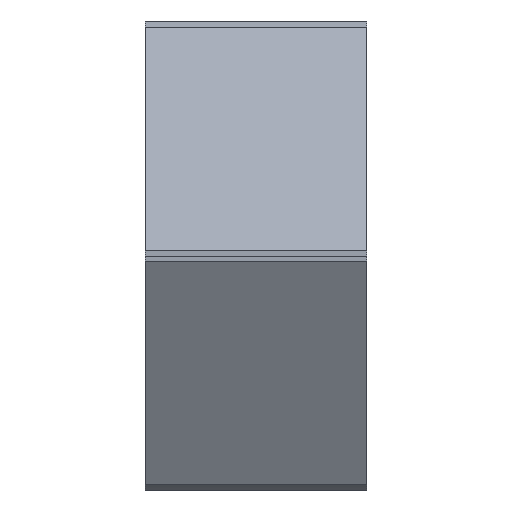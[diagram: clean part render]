
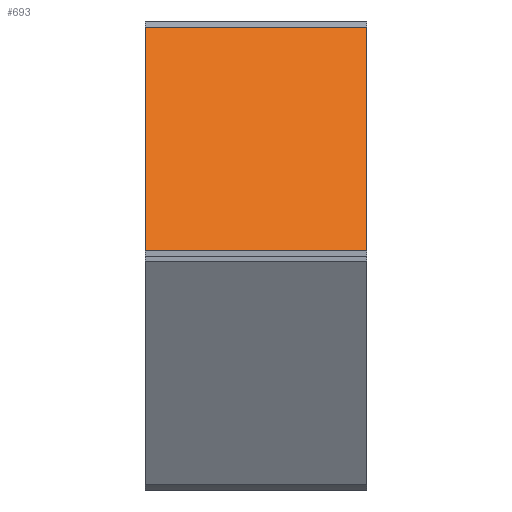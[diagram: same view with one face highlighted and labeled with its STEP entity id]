
A CAD part, left-side view. The second image highlights one B-rep face of the part: STEP entity #693.
In plain terms, the highlighted planar face has unit normal (-0.866, 0, 0.5).
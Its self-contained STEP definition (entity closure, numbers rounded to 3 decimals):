
#16 = VERTEX_POINT ( 'NONE', #486 ) ;
#53 = PLANE ( 'NONE',  #609 ) ;
#70 = VECTOR ( 'NONE', #347, 1000. ) ;
#87 = CARTESIAN_POINT ( 'NONE',  ( -4.988, 0., 8.261 ) ) ;
#101 = CARTESIAN_POINT ( 'NONE',  ( -8.483, 0., 2.207 ) ) ;
#195 = EDGE_CURVE ( 'NONE', #699, #545, #620, .T. ) ;
#206 = LINE ( 'NONE', #692, #376 ) ;
#250 = DIRECTION ( 'NONE',  ( 0., 1., 0. ) ) ;
#301 = EDGE_CURVE ( 'NONE', #318, #16, #206, .T. ) ;
#304 = VECTOR ( 'NONE', #250, 1000. ) ;
#314 = ORIENTED_EDGE ( 'NONE', *, *, #301, .T. ) ;
#318 = VERTEX_POINT ( 'NONE', #87 ) ;
#325 = CARTESIAN_POINT ( 'NONE',  ( -9.648, 0., 0.189 ) ) ;
#326 = ORIENTED_EDGE ( 'NONE', *, *, #467, .T. ) ;
#329 = EDGE_CURVE ( 'NONE', #699, #318, #402, .T. ) ;
#335 = CARTESIAN_POINT ( 'NONE',  ( -8.483, 8., 2.207 ) ) ;
#347 = DIRECTION ( 'NONE',  ( 0.5, 0., 0.866 ) ) ;
#376 = VECTOR ( 'NONE', #390, 1000. ) ;
#390 = DIRECTION ( 'NONE',  ( 0., 1., 0. ) ) ;
#402 = LINE ( 'NONE', #101, #70 ) ;
#416 = DIRECTION ( 'NONE',  ( -0.866, 0., 0.5 ) ) ;
#456 = DIRECTION ( 'NONE',  ( -0.5, 0., -0.866 ) ) ;
#466 = CARTESIAN_POINT ( 'NONE',  ( -9.648, 8., 0.189 ) ) ;
#467 = EDGE_CURVE ( 'NONE', #16, #545, #760, .T. ) ;
#486 = CARTESIAN_POINT ( 'NONE',  ( -4.988, 8., 8.261 ) ) ;
#495 = ORIENTED_EDGE ( 'NONE', *, *, #329, .T. ) ;
#537 = FACE_OUTER_BOUND ( 'NONE', #555, .T. ) ;
#545 = VERTEX_POINT ( 'NONE', #466 ) ;
#555 = EDGE_LOOP ( 'NONE', ( #326, #563, #495, #314 ) ) ;
#563 = ORIENTED_EDGE ( 'NONE', *, *, #195, .F. ) ;
#609 = AXIS2_PLACEMENT_3D ( 'NONE', #654, #416, #781 ) ;
#620 = LINE ( 'NONE', #325, #304 ) ;
#654 = CARTESIAN_POINT ( 'NONE',  ( -9.648, 0., 0.189 ) ) ;
#664 = CARTESIAN_POINT ( 'NONE',  ( -9.648, 0., 0.189 ) ) ;
#692 = CARTESIAN_POINT ( 'NONE',  ( -4.988, 0., 8.261 ) ) ;
#693 = ADVANCED_FACE ( 'NONE', ( #537 ), #53, .T. ) ;
#699 = VERTEX_POINT ( 'NONE', #664 ) ;
#701 = VECTOR ( 'NONE', #456, 1000. ) ;
#760 = LINE ( 'NONE', #335, #701 ) ;
#781 = DIRECTION ( 'NONE',  ( 0., 1., 0. ) ) ;
